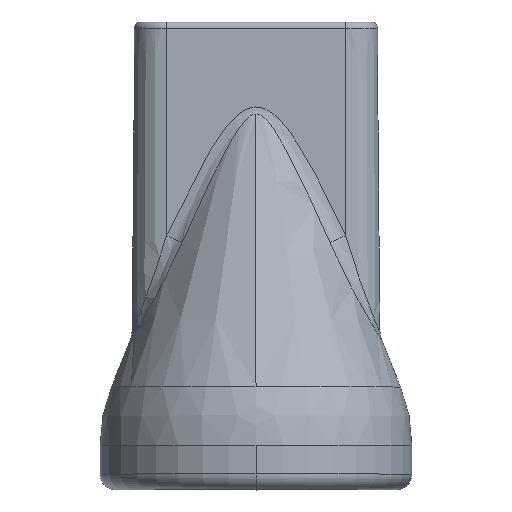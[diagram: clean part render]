
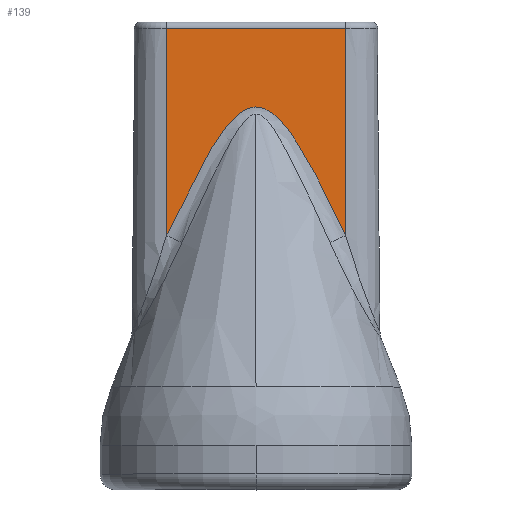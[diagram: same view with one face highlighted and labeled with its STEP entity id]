
A CAD part, top view. The second image highlights one B-rep face of the part: STEP entity #139.
In plain terms, the highlighted planar face has unit normal (0, 0.009, 1).
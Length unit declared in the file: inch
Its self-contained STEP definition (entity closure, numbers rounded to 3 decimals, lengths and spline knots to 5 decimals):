
#139 = ADVANCED_FACE ( 'NONE', ( #622 ), #621, .T. ) ;
#140 = EDGE_LOOP ( 'NONE', ( #141, #142, #144, #145 ) ) ;
#141 = ORIENTED_EDGE ( 'NONE', *, *, #169, .F. ) ;
#142 = ORIENTED_EDGE ( 'NONE', *, *, #143, .T. ) ;
#143 = EDGE_CURVE ( 'NONE', #167, #159, #616, .T. ) ;
#144 = ORIENTED_EDGE ( 'NONE', *, *, #158, .T. ) ;
#145 = ORIENTED_EDGE ( 'NONE', *, *, #146, .T. ) ;
#146 = EDGE_CURVE ( 'NONE', #160, #170, #615, .T. ) ;
#158 = EDGE_CURVE ( 'NONE', #159, #160, #934, .T. ) ;
#159 = VERTEX_POINT ( 'NONE', #1008 ) ;
#160 = VERTEX_POINT ( 'NONE', #1007 ) ;
#167 = VERTEX_POINT ( 'NONE', #1049 ) ;
#169 = EDGE_CURVE ( 'NONE', #167, #170, #1085, .T. ) ;
#170 = VERTEX_POINT ( 'NONE', #1081 ) ;
#597 = CARTESIAN_POINT ( 'NONE',  ( -0.00994, 1.20113, 0.10316 ) ) ;
#598 = CARTESIAN_POINT ( 'NONE',  ( -0.02032, 1.19872, 0.10319 ) ) ;
#599 = CARTESIAN_POINT ( 'NONE',  ( -0.02529, 1.19696, 0.1032 ) ) ;
#600 = CARTESIAN_POINT ( 'NONE',  ( -0.03966, 1.19042, 0.10326 ) ) ;
#601 = CARTESIAN_POINT ( 'NONE',  ( -0.04857, 1.18436, 0.10331 ) ) ;
#602 = CARTESIAN_POINT ( 'NONE',  ( -0.06494, 1.17087, 0.10343 ) ) ;
#603 = CARTESIAN_POINT ( 'NONE',  ( -0.07253, 1.16335, 0.10349 ) ) ;
#604 = CARTESIAN_POINT ( 'NONE',  ( -0.08677, 1.14771, 0.10363 ) ) ;
#605 = CARTESIAN_POINT ( 'NONE',  ( -0.09346, 1.13954, 0.1037 ) ) ;
#606 = CARTESIAN_POINT ( 'NONE',  ( -0.11271, 1.11439, 0.10392 ) ) ;
#607 = CARTESIAN_POINT ( 'NONE',  ( -0.12452, 1.09673, 0.10408 ) ) ;
#608 = CARTESIAN_POINT ( 'NONE',  ( -0.14696, 1.06091, 0.10439 ) ) ;
#609 = CARTESIAN_POINT ( 'NONE',  ( -0.15758, 1.04269, 0.10455 ) ) ;
#610 = CARTESIAN_POINT ( 'NONE',  ( -0.18845, 0.9875, 0.10503 ) ) ;
#611 = CARTESIAN_POINT ( 'NONE',  ( -0.20772, 0.95002, 0.10536 ) ) ;
#612 = CARTESIAN_POINT ( 'NONE',  ( -0.24516, 0.87446, 0.10601 ) ) ;
#613 = CARTESIAN_POINT ( 'NONE',  ( -0.26328, 0.83637, 0.10635 ) ) ;
#614 = CARTESIAN_POINT ( 'NONE',  ( -0.28109, 0.79811, 0.10668 ) ) ;
#615 = LINE ( 'NONE', #648, #647 ) ;
#616 = B_SPLINE_CURVE_WITH_KNOTS ( 'NONE', 3,
 ( #614, #613, #612, #611, #610, #609, #608, #607, #606, #605, #604, #603, #602, #601, #600, #599, #598, #597, #668, #667, #666, #665, #664, #663, #662, #661, #660, #659, #658, #657, #656, #655, #654, #653, #652, #651, #650, #649 ),
 .UNSPECIFIED., .F., .F.,
 ( 4, 2, 2, 2, 2, 2, 2, 2, 2, 2, 2, 2, 2, 2, 2, 2, 2, 2, 4 ),
 ( 0., 0.00321, 0.00642, 0.00803, 0.00963, 0.01044, 0.01124, 0.01204, 0.01245, 0.01285, 0.01325, 0.01365, 0.01445, 0.01526, 0.01606, 0.01766, 0.01927, 0.02248, 0.02569 ),
 .UNSPECIFIED. ) ;
#617 = DIRECTION ( 'NONE',  ( 0., -1., 0.009 ) ) ;
#618 = DIRECTION ( 'NONE',  ( 0., 0.009, 1. ) ) ;
#619 = CARTESIAN_POINT ( 'NONE',  ( -0.28109, 1.46842, 0.10083 ) ) ;
#620 = AXIS2_PLACEMENT_3D ( 'NONE', #619, #618, #617 ) ;
#621 = PLANE ( 'NONE',  #620 ) ;
#622 = FACE_OUTER_BOUND ( 'NONE', #140, .T. ) ;
#646 = DIRECTION ( 'NONE',  ( -1., 0., 0. ) ) ;
#647 = VECTOR ( 'NONE', #646, 39.37008 ) ;
#648 = CARTESIAN_POINT ( 'NONE',  ( -0.28109, 1.44901, 0.101 ) ) ;
#649 = CARTESIAN_POINT ( 'NONE',  ( 0.28109, 0.79811, 0.10668 ) ) ;
#650 = CARTESIAN_POINT ( 'NONE',  ( 0.26333, 0.83626, 0.10635 ) ) ;
#651 = CARTESIAN_POINT ( 'NONE',  ( 0.24526, 0.87424, 0.10602 ) ) ;
#652 = CARTESIAN_POINT ( 'NONE',  ( 0.20794, 0.9496, 0.10536 ) ) ;
#653 = CARTESIAN_POINT ( 'NONE',  ( 0.18872, 0.98699, 0.10503 ) ) ;
#654 = CARTESIAN_POINT ( 'NONE',  ( 0.15794, 1.04207, 0.10455 ) ) ;
#655 = CARTESIAN_POINT ( 'NONE',  ( 0.14733, 1.06029, 0.10439 ) ) ;
#656 = CARTESIAN_POINT ( 'NONE',  ( 0.125, 1.096, 0.10408 ) ) ;
#657 = CARTESIAN_POINT ( 'NONE',  ( 0.11334, 1.11348, 0.10393 ) ) ;
#658 = CARTESIAN_POINT ( 'NONE',  ( 0.09428, 1.1385, 0.10371 ) ) ;
#659 = CARTESIAN_POINT ( 'NONE',  ( 0.08766, 1.14664, 0.10364 ) ) ;
#660 = CARTESIAN_POINT ( 'NONE',  ( 0.07357, 1.16227, 0.1035 ) ) ;
#661 = CARTESIAN_POINT ( 'NONE',  ( 0.06604, 1.16983, 0.10344 ) ) ;
#662 = CARTESIAN_POINT ( 'NONE',  ( 0.0498, 1.18346, 0.10332 ) ) ;
#663 = CARTESIAN_POINT ( 'NONE',  ( 0.04115, 1.18953, 0.10327 ) ) ;
#664 = CARTESIAN_POINT ( 'NONE',  ( 0.02664, 1.19643, 0.10321 ) ) ;
#665 = CARTESIAN_POINT ( 'NONE',  ( 0.02166, 1.19829, 0.10319 ) ) ;
#666 = CARTESIAN_POINT ( 'NONE',  ( 0.01135, 1.20089, 0.10317 ) ) ;
#667 = CARTESIAN_POINT ( 'NONE',  ( 0.00598, 1.20162, 0.10316 ) ) ;
#668 = CARTESIAN_POINT ( 'NONE',  ( -0.0046, 1.20173, 0.10316 ) ) ;
#934 = LINE ( 'NONE', #1011, #1010 ) ;
#1007 = CARTESIAN_POINT ( 'NONE',  ( 0.28109, 1.44901, 0.101 ) ) ;
#1008 = CARTESIAN_POINT ( 'NONE',  ( 0.28109, 0.79811, 0.10668 ) ) ;
#1009 = DIRECTION ( 'NONE',  ( 0., 1., -0.009 ) ) ;
#1010 = VECTOR ( 'NONE', #1009, 39.37008 ) ;
#1011 = CARTESIAN_POINT ( 'NONE',  ( 0.28109, 1.46842, 0.10083 ) ) ;
#1049 = CARTESIAN_POINT ( 'NONE',  ( -0.28109, 0.79811, 0.10668 ) ) ;
#1081 = CARTESIAN_POINT ( 'NONE',  ( -0.28109, 1.44901, 0.101 ) ) ;
#1082 = DIRECTION ( 'NONE',  ( 0., 1., -0.009 ) ) ;
#1083 = VECTOR ( 'NONE', #1082, 39.37008 ) ;
#1084 = CARTESIAN_POINT ( 'NONE',  ( -0.28109, 1.46842, 0.10083 ) ) ;
#1085 = LINE ( 'NONE', #1084, #1083 ) ;
